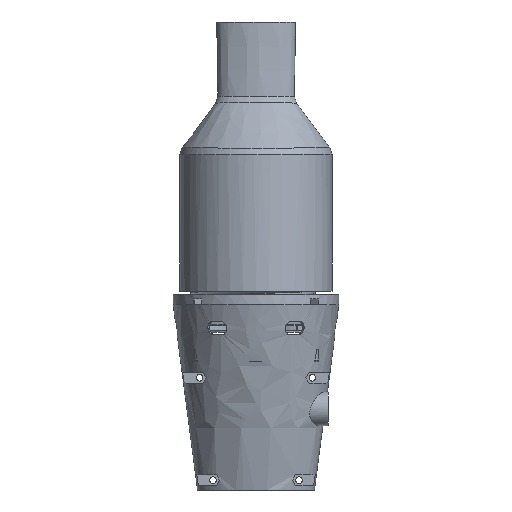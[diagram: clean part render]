
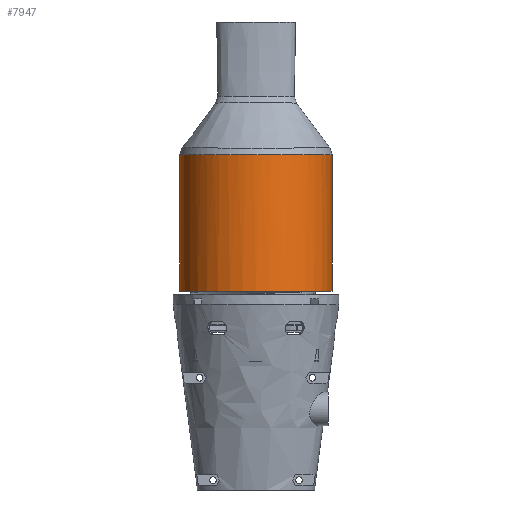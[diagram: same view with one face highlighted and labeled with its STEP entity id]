
A CAD part, front view. The second image highlights one B-rep face of the part: STEP entity #7947.
In plain terms, the highlighted cylindrical face has radius 39 mm (diameter 78 mm), a full revolution.
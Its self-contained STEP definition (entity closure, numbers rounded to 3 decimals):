
#427=B_SPLINE_CURVE_WITH_KNOTS('',3,(#20200,#20201,#20202,#20203,#20204,
#20205,#20206,#20207,#20208,#20209,#20210,#20211,#20212),.UNSPECIFIED.,
 .F.,.F.,(4,1,1,1,1,1,1,1,1,1,4),(-6.283,-5.834,-5.386,
-4.937,-4.488,-4.189,-3.89,
-3.59,-3.441,-3.291,-3.142),
 .UNSPECIFIED.);
#428=B_SPLINE_CURVE_WITH_KNOTS('',3,(#20213,#20214,#20215,#20216,#20217,
#20218,#20219,#20220,#20221,#20222,#20223,#20224),.UNSPECIFIED.,.F.,.F.,
(4,1,1,1,1,1,1,1,1,4),(-3.142,-2.992,-2.693,
-2.394,-2.094,-1.795,-1.496,
-0.898,-0.449,0.),.UNSPECIFIED.);
#1176=FACE_OUTER_BOUND('',#1669,.T.);
#1669=EDGE_LOOP('',(#7355,#7356,#7357,#7358,#7359));
#2299=LINE('',#20227,#2917);
#2917=VECTOR('',#10340,39.);
#3120=CIRCLE('',#8572,39.);
#3880=VERTEX_POINT('',#20197);
#3881=VERTEX_POINT('',#20199);
#3882=VERTEX_POINT('',#20226);
#5044=EDGE_CURVE('',#3880,#3881,#427,.T.);
#5045=EDGE_CURVE('',#3881,#3880,#428,.T.);
#5046=EDGE_CURVE('',#3881,#3882,#2299,.T.);
#5047=EDGE_CURVE('',#3882,#3882,#3120,.T.);
#7355=ORIENTED_EDGE('',*,*,#5044,.F.);
#7356=ORIENTED_EDGE('',*,*,#5045,.F.);
#7357=ORIENTED_EDGE('',*,*,#5046,.T.);
#7358=ORIENTED_EDGE('',*,*,#5047,.T.);
#7359=ORIENTED_EDGE('',*,*,#5046,.F.);
#7544=CYLINDRICAL_SURFACE('',#8571,39.);
#7947=ADVANCED_FACE('',(#1176),#7544,.T.);
#8571=AXIS2_PLACEMENT_3D('',#20225,#10338,#10339);
#8572=AXIS2_PLACEMENT_3D('',#20228,#10341,#10342);
#10338=DIRECTION('center_axis',(0.,0.,1.));
#10339=DIRECTION('ref_axis',(1.,0.,0.));
#10340=DIRECTION('',(0.,0.,-1.));
#10341=DIRECTION('center_axis',(0.,0.,1.));
#10342=DIRECTION('ref_axis',(1.,0.,0.));
#20197=CARTESIAN_POINT('',(39.,0.,172.));
#20199=CARTESIAN_POINT('',(-38.999,0.,172.));
#20200=CARTESIAN_POINT('Ctrl Pts',(39.,0.,172.));
#20201=CARTESIAN_POINT('Ctrl Pts',(39.,5.834,172.));
#20202=CARTESIAN_POINT('Ctrl Pts',(36.339,17.5,172.));
#20203=CARTESIAN_POINT('Ctrl Pts',(25.148,31.533,172.));
#20204=CARTESIAN_POINT('Ctrl Pts',(8.974,39.322,172.));
#20205=CARTESIAN_POINT('Ctrl Pts',(-6.979,39.32,172.));
#20206=CARTESIAN_POINT('Ctrl Pts',(-19.793,34.281,172.));
#20207=CARTESIAN_POINT('Ctrl Pts',(-29.019,26.927,172.));
#20208=CARTESIAN_POINT('Ctrl Pts',(-34.558,18.8,172.));
#20209=CARTESIAN_POINT('Ctrl Pts',(-37.406,11.538,172.));
#20210=CARTESIAN_POINT('Ctrl Pts',(-38.71,5.834,172.));
#20211=CARTESIAN_POINT('Ctrl Pts',(-38.999,1.945,172.));
#20212=CARTESIAN_POINT('Ctrl Pts',(-38.999,0.,
172.));
#20213=CARTESIAN_POINT('Ctrl Pts',(-38.999,0.,
172.));
#20214=CARTESIAN_POINT('Ctrl Pts',(-38.999,-1.945,
172.));
#20215=CARTESIAN_POINT('Ctrl Pts',(-38.564,-7.779,
172.));
#20216=CARTESIAN_POINT('Ctrl Pts',(-35.667,-17.177,
172.));
#20217=CARTESIAN_POINT('Ctrl Pts',(-29.02,-26.924,172.));
#20218=CARTESIAN_POINT('Ctrl Pts',(-19.792,-34.286,
172.));
#20219=CARTESIAN_POINT('Ctrl Pts',(-8.812,-38.585,
172.));
#20220=CARTESIAN_POINT('Ctrl Pts',(6.89,-39.797,172.));
#20221=CARTESIAN_POINT('Ctrl Pts',(23.91,-33.117,172.));
#20222=CARTESIAN_POINT('Ctrl Pts',(36.336,-17.487,172.));
#20223=CARTESIAN_POINT('Ctrl Pts',(39.,-5.834,172.));
#20224=CARTESIAN_POINT('Ctrl Pts',(39.,0.,172.));
#20225=CARTESIAN_POINT('Origin',(0.,0.,118.));
#20226=CARTESIAN_POINT('',(-39.,0.,102.));
#20227=CARTESIAN_POINT('',(-39.,0.,118.));
#20228=CARTESIAN_POINT('Origin',(0.,0.,102.));
